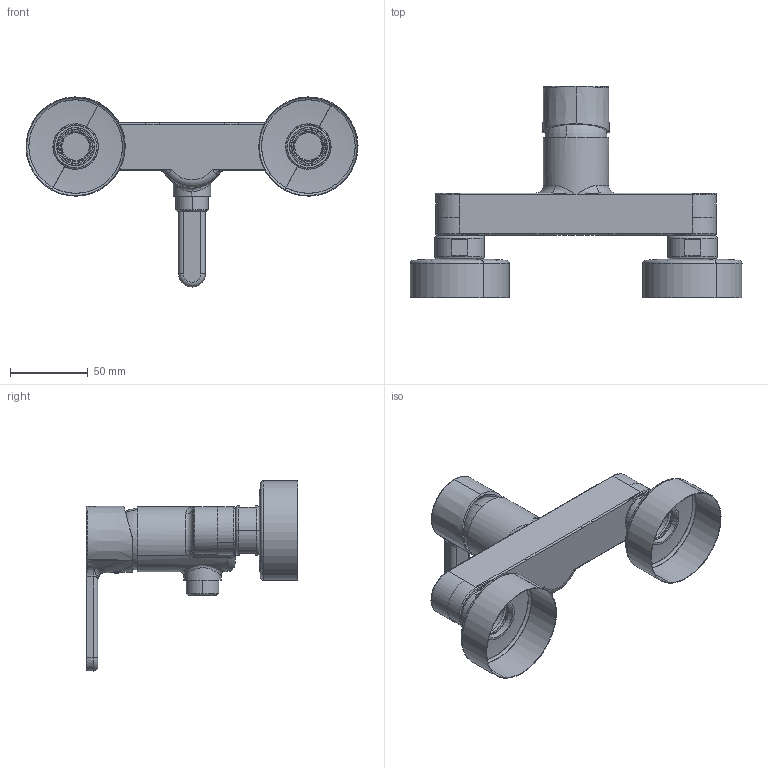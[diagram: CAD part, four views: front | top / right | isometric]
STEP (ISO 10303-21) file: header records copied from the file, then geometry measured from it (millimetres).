
FILE_DESCRIPTION(('CATIA V5 STEP Exchange','CAx-IF Rec.Pracs.--- Model Styling and Organization---1.5--- 2016-08-15','CAx-IF Rec.Pracs.---Supplemental Geometry---1.0---2011-11-01','CAx-IF Rec.Pracs.--- Composite Materials ---3.4---2017-06-13','CAx-IF Rec.Pracs.---Tessellated 3D Geometry---1.0---2015-12-17'),'2;1');
FILE_NAME('H2I00440.stp','2022-10-21T09:33:38+00:00',('none'),('none'),'CATIA Version 5-6 Release 2020 SP2','CATIA V5 STEP AP242 v2','none');
FILE_SCHEMA(('AP242_MANAGED_MODEL_BASED_3D_ENGINEERING_MIM_LF {1 0 10303 442 1 1 4}'));
Length unit declared in the file: millimetre
Products named in the file (7): H2I00440; P32539; P50166; P52157; E-PCA.17; P44019; P33410
Assembly tree (8 placements, depth 2):
  H2I00440
    P32539
    P50166
    P52157
    E-PCA.17  x2
    P44019  x2
    P33410
Bounding box: 213.98 x 136.5 x 122.57 mm (x, y, z)
Volume: 229898.2 mm3; surface area: 90884.7 mm2
Topology: 8 solids, 12 shells, 468 faces, 1239 edges, 793 vertices
Faces by surface type: cylinder 155, plane 94, bspline 81, torus 80, cone 42, extrusion 12, sphere 4
Entity records: 19492 total; most frequent: CARTESIAN_POINT 10580, ORIENTED_EDGE 2114, DIRECTION 1177, EDGE_CURVE 1059, VERTEX_POINT 688, AXIS2_PLACEMENT_3D 629, EDGE_LOOP 437, ADVANCED_FACE 407
